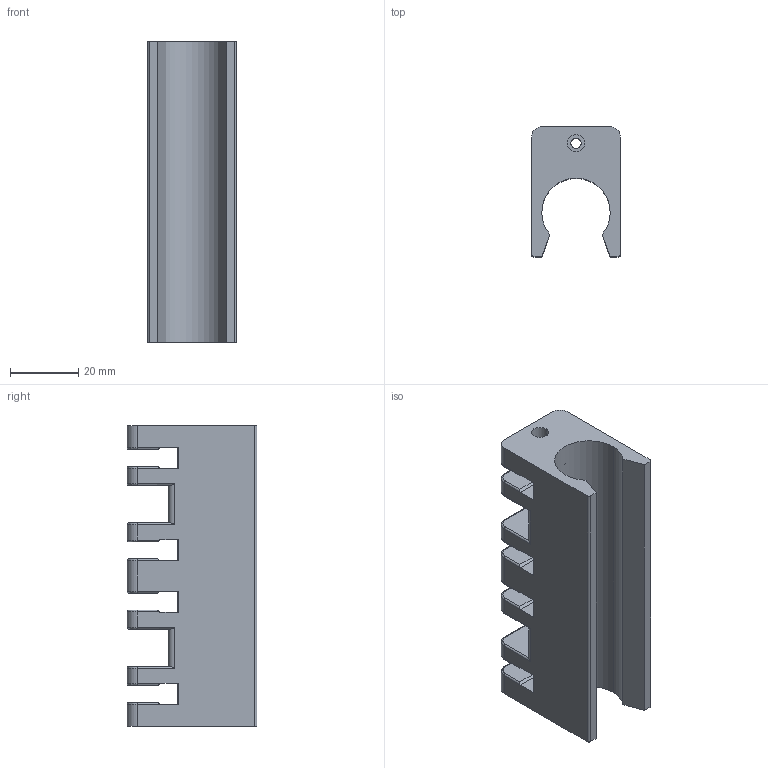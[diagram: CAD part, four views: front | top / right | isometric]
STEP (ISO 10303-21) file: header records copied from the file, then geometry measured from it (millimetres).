
FILE_DESCRIPTION (( 'STEP AP214' ), '1' );
FILE_NAME ('A9A0DDD8-6A7C-46E5-B347-493C61A25B43.STEP', '2023-04-25T11:42:11', ( '' ), ( '' ), 'SwSTEP 2.0', 'SolidWorks 2022', '' );
FILE_SCHEMA (( 'AUTOMOTIVE_DESIGN' ));
Length unit declared in the file: millimetre
Products named in the file (1): A9A0DDD8-6A7C-46E5-B347-493C61A25B43
Bounding box: 26 x 38 x 88 mm (x, y, z)
Volume: 36500.5 mm3; surface area: 19315.7 mm2
Topology: 1 solids, 1 shells, 200 faces, 511 edges, 319 vertices
Faces by surface type: cylinder 105, plane 71, bspline 24
Entity records: 6482 total; most frequent: CARTESIAN_POINT 1746, ORIENTED_EDGE 1022, DIRECTION 940, EDGE_CURVE 511, AXIS2_PLACEMENT_3D 323, VERTEX_POINT 319, LINE 294, VECTOR 294
